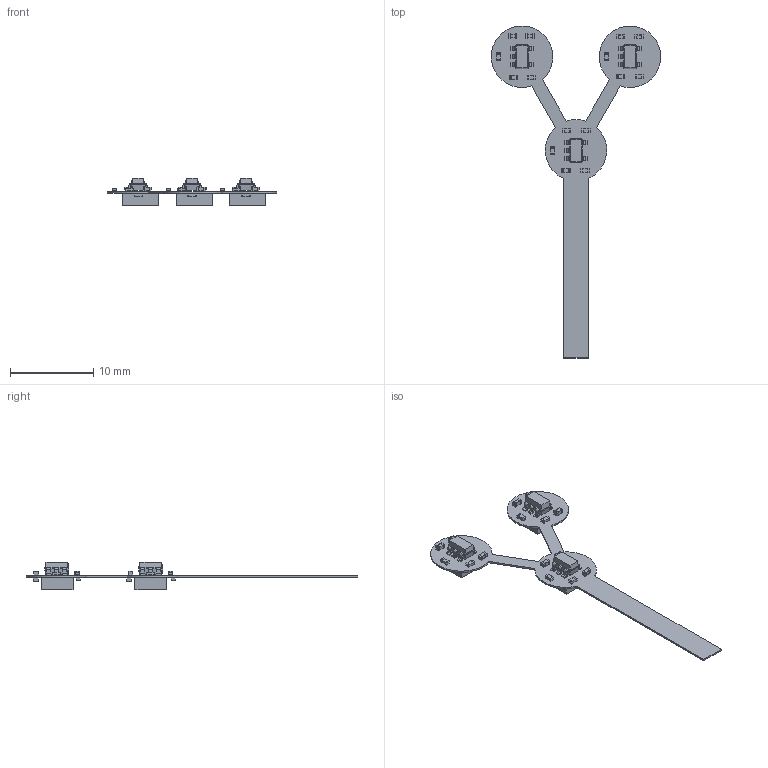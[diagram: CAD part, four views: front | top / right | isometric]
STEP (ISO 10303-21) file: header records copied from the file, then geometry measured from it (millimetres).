
FILE_DESCRIPTION(('KiCad electronic assembly'),'2;1');
FILE_NAME('hpk_5mm.step','2025-01-29T11:42:58',('Pcbnew'),('Kicad'), 'Open CASCADE STEP processor 7.6','KiCad to STEP converter','Unknown' );
FILE_SCHEMA(('AUTOMOTIVE_DESIGN { 1 0 10303 214 1 1 1 1 }'));
Length unit declared in the file: millimetre
Products named in the file (10): hpk_5mm 1; R_0402_1005Metric; C_0402_1005Metric; SOT-23-5; SOT_23_5; si13360-3050pe-cube; cube; _autosave-hpk_5mm_PCB
Assembly tree (35 placements, depth 3):
  hpk_5mm 1
    R_0402_1005Metric  x12
      R_0402_1005Metric
    C_0402_1005Metric  x12
      C_0402_1005Metric
    SOT-23-5  x3
      SOT_23_5
    si13360-3050pe-cube  x3
      cube
    _autosave-hpk_5mm_PCB
Bounding box: 20.4 x 39.96 x 3.3 mm (x, y, z)
Volume: 139.1 mm3; surface area: 755.8 mm2
Topology: 31 solids, 31 shells, 1011 faces, 2595 edges, 1670 vertices
Faces by surface type: plane 619, cylinder 305, bspline 87
Entity records: 7067 total; most frequent: CARTESIAN_POINT 1121, ORIENTED_EDGE 954, DIRECTION 923, EDGE_CURVE 477, LINE 355, VECTOR 355, VERTEX_POINT 302, AXIS2_PLACEMENT_3D 284
